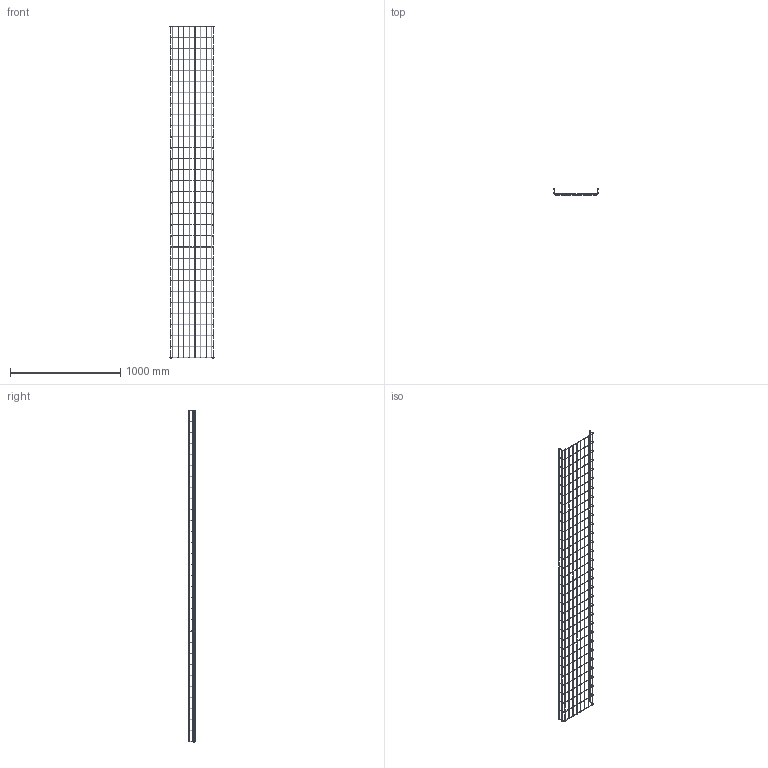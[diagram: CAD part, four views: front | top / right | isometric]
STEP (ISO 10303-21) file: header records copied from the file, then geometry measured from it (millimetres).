
FILE_DESCRIPTION (( 'STEP AP203' ), '1' );
FILE_NAME ('CLWU10-060-400-3 Ëîòîê ïðîâîëî÷íûé 60õ400.STEP', '2016-03-24T07:51:35', ( '' ), ( '' ), 'SwSTEP 2.0', 'SolidWorks 2014', '' );
FILE_SCHEMA (( 'CONFIG_CONTROL_DESIGN' ));
Length unit declared in the file: millimetre
Products named in the file (1): CLWU10-060-400-3 Ëîòîê ïðîâîëî÷íûé 60õ400
Bounding box: 399.93 x 59.98 x 3004.93 mm (x, y, z)
Volume: 1001045.4 mm3; surface area: 801385.9 mm2
Topology: 1 solids, 1 shells, 253 faces, 1030 edges, 739 vertices
Faces by surface type: cylinder 105, plane 86, torus 62
Full cylindrical faces by diameter (mm): 5 x105
Entity records: 17935 total; most frequent: CARTESIAN_POINT 10718, EDGE_LOOP 1164, ORIENTED_EDGE 1164, DIRECTION 928, FACE_BOUND 744, VERTEX_POINT 582, EDGE_CURVE 582, AXIS2_PLACEMENT_3D 464
